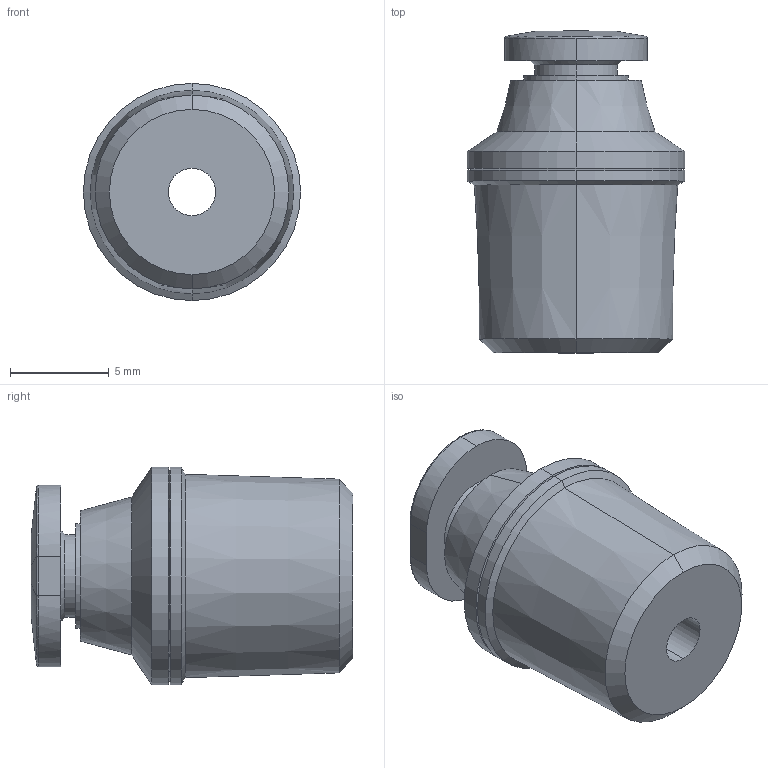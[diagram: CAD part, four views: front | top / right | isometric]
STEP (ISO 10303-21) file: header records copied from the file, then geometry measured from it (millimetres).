
FILE_DESCRIPTION (( 'STEP AP203' ), '1' );
FILE_NAME ('MSR18-18N.step', '2016-02-15T20:01:44', ( '' ), ( '' ), 'SwSTEP 2.0', 'SolidWorks 2015', '' );
FILE_SCHEMA (( 'CONFIG_CONTROL_DESIGN' ));
Length unit declared in the file: inch
Products named in the file (1): MSR18-18N
Bounding box: 11 x 16.3 x 11 mm (x, y, z)
Volume: 972.2 mm3; surface area: 830.5 mm2
Topology: 1 solids, 1 shells, 55 faces, 117 edges, 68 vertices
Faces by surface type: cone 18, cylinder 15, bspline 14, plane 8
Entity records: 2671 total; most frequent: CARTESIAN_POINT 1469, ORIENTED_EDGE 234, DIRECTION 221, EDGE_CURVE 117, AXIS2_PLACEMENT_3D 87, VERTEX_POINT 68, EDGE_LOOP 61, FACE_OUTER_BOUND 55
